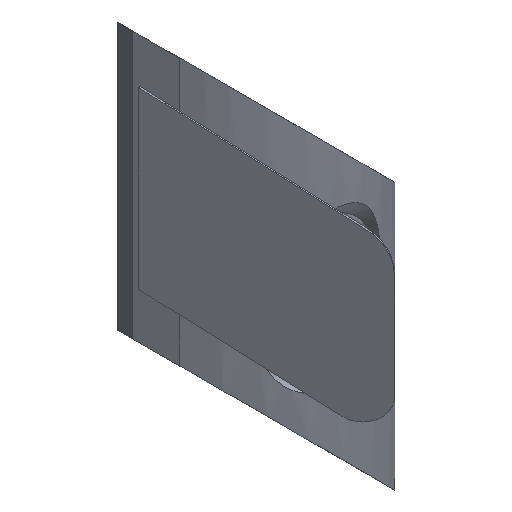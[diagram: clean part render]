
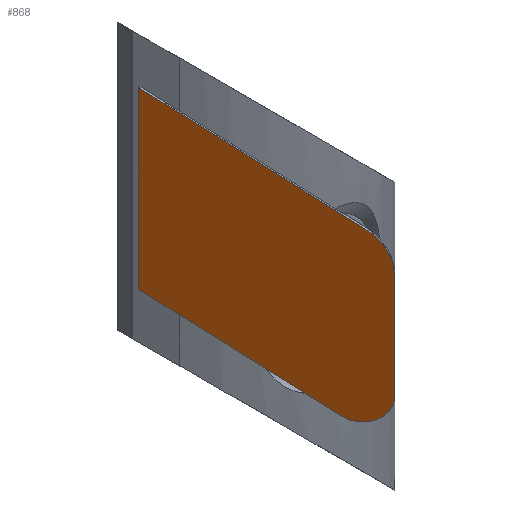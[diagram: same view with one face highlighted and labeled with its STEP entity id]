
A CAD part, isometric view. The second image highlights one B-rep face of the part: STEP entity #868.
In plain terms, the highlighted face is planar.
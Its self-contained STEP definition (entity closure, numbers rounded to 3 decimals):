
#3 = DIRECTION ( 'NONE',  ( 0., 0., -1. ) ) ;
#112 = LINE ( 'NONE', #951, #347 ) ;
#123 = LINE ( 'NONE', #410, #756 ) ;
#129 = EDGE_CURVE ( 'NONE', #970, #959, #1019, .T. ) ;
#136 = FACE_OUTER_BOUND ( 'NONE', #912, .T. ) ;
#150 = ORIENTED_EDGE ( 'NONE', *, *, #667, .F. ) ;
#152 = LINE ( 'NONE', #374, #1033 ) ;
#212 = ORIENTED_EDGE ( 'NONE', *, *, #232, .F. ) ;
#225 = DIRECTION ( 'NONE',  ( 0.574, -0.819, 0. ) ) ;
#226 = AXIS2_PLACEMENT_3D ( 'NONE', #902, #406, #991 ) ;
#232 = EDGE_CURVE ( 'NONE', #799, #543, #521, .T. ) ;
#269 = DIRECTION ( 'NONE',  ( -0.574, 0.819, 0. ) ) ;
#289 = ORIENTED_EDGE ( 'NONE', *, *, #504, .F. ) ;
#328 = VERTEX_POINT ( 'NONE', #1001 ) ;
#347 = VECTOR ( 'NONE', #269, 1000. ) ;
#357 = CARTESIAN_POINT ( 'NONE',  ( -3.662, 0., 0. ) ) ;
#374 = CARTESIAN_POINT ( 'NONE',  ( -3.662, 0., 0. ) ) ;
#406 = DIRECTION ( 'NONE',  ( 0., 0., 1. ) ) ;
#410 = CARTESIAN_POINT ( 'NONE',  ( 2.704, -7.604, 0. ) ) ;
#441 = PLANE ( 'NONE',  #1075 ) ;
#447 = ORIENTED_EDGE ( 'NONE', *, *, #911, .F. ) ;
#457 = LINE ( 'NONE', #357, #867 ) ;
#472 = VERTEX_POINT ( 'NONE', #944 ) ;
#504 = EDGE_CURVE ( 'NONE', #472, #328, #457, .T. ) ;
#508 = CARTESIAN_POINT ( 'NONE',  ( 7.066, -6.604, 0. ) ) ;
#521 = CIRCLE ( 'NONE', #847, 1. ) ;
#543 = VERTEX_POINT ( 'NONE', #952 ) ;
#591 = DIRECTION ( 'NONE',  ( -1., 0., 0. ) ) ;
#593 = EDGE_CURVE ( 'NONE', #328, #970, #152, .T. ) ;
#607 = CARTESIAN_POINT ( 'NONE',  ( 2.704, -7.604, 0. ) ) ;
#609 = DIRECTION ( 'NONE',  ( -1., 0., 0. ) ) ;
#667 = EDGE_CURVE ( 'NONE', #959, #799, #123, .T. ) ;
#680 = CARTESIAN_POINT ( 'NONE',  ( 7.066, -7.604, 0. ) ) ;
#697 = ORIENTED_EDGE ( 'NONE', *, *, #129, .F. ) ;
#756 = VECTOR ( 'NONE', #909, 1000. ) ;
#767 = CARTESIAN_POINT ( 'NONE',  ( 2.704, -5.604, 0. ) ) ;
#799 = VERTEX_POINT ( 'NONE', #680 ) ;
#833 = ORIENTED_EDGE ( 'NONE', *, *, #593, .F. ) ;
#847 = AXIS2_PLACEMENT_3D ( 'NONE', #508, #1097, #591 ) ;
#867 = VECTOR ( 'NONE', #1034, 1000. ) ;
#868 = ADVANCED_FACE ( 'NONE', ( #136 ), #441, .T. ) ;
#902 = CARTESIAN_POINT ( 'NONE',  ( 2.704, -5.604, 0. ) ) ;
#909 = DIRECTION ( 'NONE',  ( 1., 0., 0. ) ) ;
#911 = EDGE_CURVE ( 'NONE', #543, #472, #112, .T. ) ;
#912 = EDGE_LOOP ( 'NONE', ( #833, #289, #447, #212, #150, #697 ) ) ;
#944 = CARTESIAN_POINT ( 'NONE',  ( 3.662, 0., 0. ) ) ;
#946 = CARTESIAN_POINT ( 'NONE',  ( 1.065, -6.752, 0. ) ) ;
#951 = CARTESIAN_POINT ( 'NONE',  ( 3.662, 0., 0. ) ) ;
#952 = CARTESIAN_POINT ( 'NONE',  ( 7.885, -6.031, 0. ) ) ;
#959 = VERTEX_POINT ( 'NONE', #607 ) ;
#970 = VERTEX_POINT ( 'NONE', #946 ) ;
#991 = DIRECTION ( 'NONE',  ( -1., 0., 0. ) ) ;
#1001 = CARTESIAN_POINT ( 'NONE',  ( -3.662, 0., 0. ) ) ;
#1019 = CIRCLE ( 'NONE', #226, 2. ) ;
#1033 = VECTOR ( 'NONE', #225, 1000. ) ;
#1034 = DIRECTION ( 'NONE',  ( -1., 0., 0. ) ) ;
#1075 = AXIS2_PLACEMENT_3D ( 'NONE', #767, #3, #609 ) ;
#1097 = DIRECTION ( 'NONE',  ( 0., 0., 1. ) ) ;
